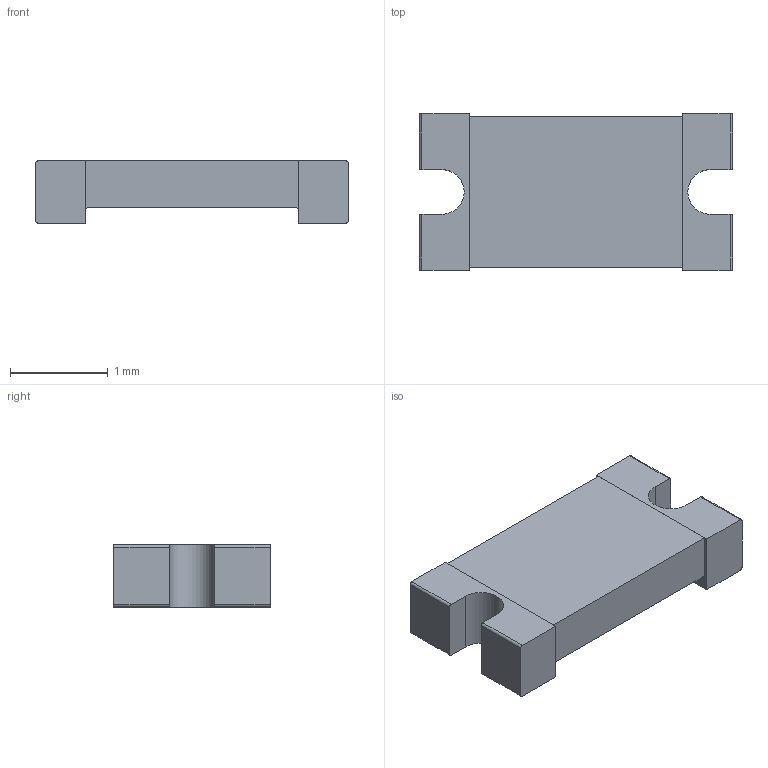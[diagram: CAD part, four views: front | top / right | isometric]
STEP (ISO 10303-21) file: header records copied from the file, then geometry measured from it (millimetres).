
FILE_DESCRIPTION(/* description */ (''),/* implementation_level */ '2;1');
FILE_NAME(/* name */ 'WSK1206.stp',/* time_stamp */ '2015-10-22T16:44:25-05:00',/* author */ ('Neil'),/* organization */ (''),/* preprocessor_version */ 'ST-DEVELOPER v15.2',/* originating_system */ 'Autodesk Inventor LT ',/* authorisation */ '');
FILE_SCHEMA (('AUTOMOTIVE_DESIGN { 1 0 10303 214 3 1 1 }'));
Length unit declared in the file: millimetre
Products named in the file (1): WSK1206
Bounding box: 3.2 x 1.6 x 0.64 mm (x, y, z)
Volume: 2.4 mm3; surface area: 19.2 mm2
Topology: 3 solids, 3 shells, 36 faces, 90 edges, 60 vertices
Faces by surface type: plane 24, cylinder 12
Entity records: 1111 total; most frequent: DIRECTION 188, CARTESIAN_POINT 187, ORIENTED_EDGE 180, EDGE_CURVE 90, LINE 66, VECTOR 66, AXIS2_PLACEMENT_3D 61, VERTEX_POINT 60
